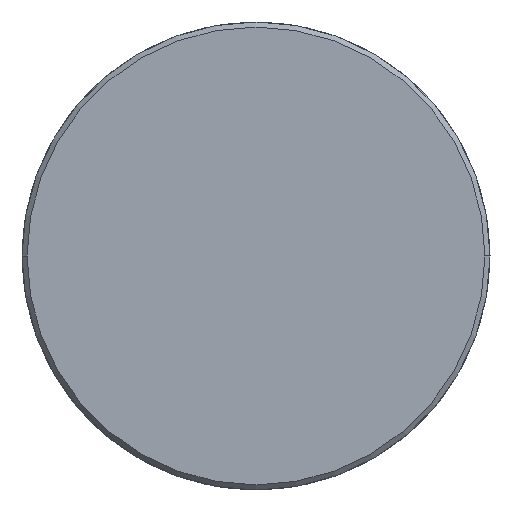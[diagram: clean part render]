
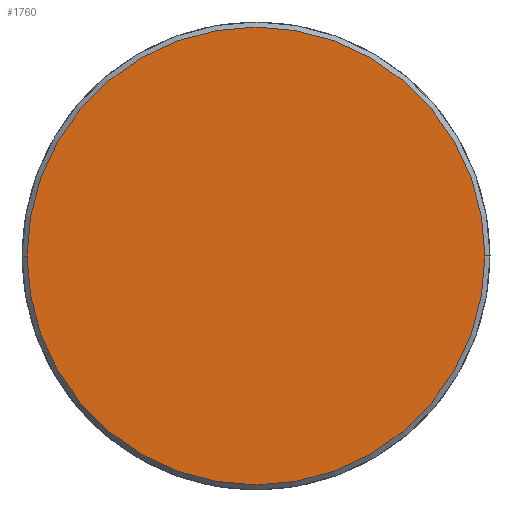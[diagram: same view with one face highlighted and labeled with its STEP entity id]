
A CAD part, left-side view. The second image highlights one B-rep face of the part: STEP entity #1760.
In plain terms, the highlighted planar face has unit normal (-1, 0, 0).
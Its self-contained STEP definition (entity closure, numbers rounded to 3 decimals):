
#88 = PLANE ( 'NONE',  #2389 ) ;
#151 = EDGE_CURVE ( 'NONE', #4180, #3419, #2699, .T. ) ;
#198 = CARTESIAN_POINT ( 'NONE',  ( -244.5, -112.5, 0. ) ) ;
#413 = AXIS2_PLACEMENT_3D ( 'NONE', #1966, #1938, #2341 ) ;
#440 = ORIENTED_EDGE ( 'NONE', *, *, #4360, .T. ) ;
#670 = CIRCLE ( 'NONE', #413, 112.5 ) ;
#852 = EDGE_LOOP ( 'NONE', ( #4045, #440 ) ) ;
#877 = CARTESIAN_POINT ( 'NONE',  ( -244.5, 112.5, 0. ) ) ;
#1594 = FACE_OUTER_BOUND ( 'NONE', #852, .T. ) ;
#1760 = ADVANCED_FACE ( 'NONE', ( #1594 ), #88, .F. ) ;
#1779 = CARTESIAN_POINT ( 'NONE',  ( -244.5, -113.85, 113.85 ) ) ;
#1938 = DIRECTION ( 'NONE',  ( -1., 0., 0. ) ) ;
#1966 = CARTESIAN_POINT ( 'NONE',  ( -244.5, 0., 0. ) ) ;
#2341 = DIRECTION ( 'NONE',  ( 0., 1., 0. ) ) ;
#2389 = AXIS2_PLACEMENT_3D ( 'NONE', #1779, #3844, #2813 ) ;
#2699 = CIRCLE ( 'NONE', #3023, 112.5 ) ;
#2813 = DIRECTION ( 'NONE',  ( 0., 0., -1. ) ) ;
#3023 = AXIS2_PLACEMENT_3D ( 'NONE', #3359, #3026, #3043 ) ;
#3026 = DIRECTION ( 'NONE',  ( -1., 0., 0. ) ) ;
#3043 = DIRECTION ( 'NONE',  ( 0., 1., 0. ) ) ;
#3359 = CARTESIAN_POINT ( 'NONE',  ( -244.5, 0., 0. ) ) ;
#3419 = VERTEX_POINT ( 'NONE', #198 ) ;
#3844 = DIRECTION ( 'NONE',  ( 1., 0., 0. ) ) ;
#4045 = ORIENTED_EDGE ( 'NONE', *, *, #151, .T. ) ;
#4180 = VERTEX_POINT ( 'NONE', #877 ) ;
#4360 = EDGE_CURVE ( 'NONE', #3419, #4180, #670, .T. ) ;
